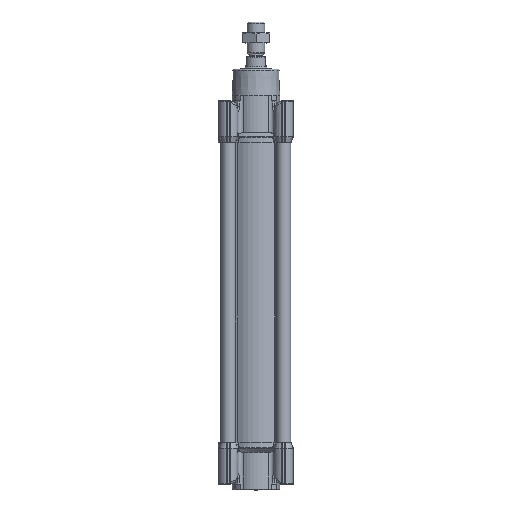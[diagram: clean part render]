
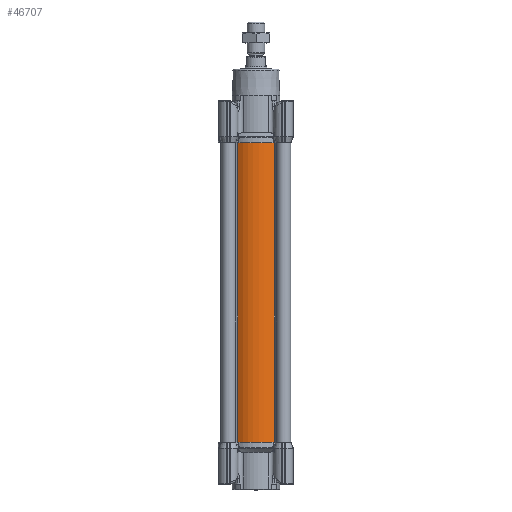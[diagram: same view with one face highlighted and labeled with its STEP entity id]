
A CAD part, top view. The second image highlights one B-rep face of the part: STEP entity #46707.
In plain terms, the highlighted cylindrical face has radius 22 mm (diameter 44 mm), a partial arc.
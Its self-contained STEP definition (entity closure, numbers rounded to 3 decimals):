
#1 = CARTESIAN_POINT ( 'NONE',  ( 12.645, 236., 18.003 ) ) ;
#846 = VECTOR ( 'NONE', #112183, 1000. ) ;
#4284 = EDGE_LOOP ( 'NONE', ( #87430, #51940, #107512, #89827 ) ) ;
#6183 = CARTESIAN_POINT ( 'NONE',  ( -12.645, 29., 18.003 ) ) ;
#8198 = CARTESIAN_POINT ( 'NONE',  ( 0., 236., 0. ) ) ;
#8471 = VECTOR ( 'NONE', #27004, 1000. ) ;
#9700 = CYLINDRICAL_SURFACE ( 'NONE', #12543, 22. ) ;
#12543 = AXIS2_PLACEMENT_3D ( 'NONE', #45724, #81566, #43989 ) ;
#12886 = CARTESIAN_POINT ( 'NONE',  ( -12.645, 236., 18.003 ) ) ;
#23015 = CARTESIAN_POINT ( 'NONE',  ( 0., 29., 0. ) ) ;
#26158 = CIRCLE ( 'NONE', #110828, 22. ) ;
#27004 = DIRECTION ( 'NONE',  ( 0., -1., 0. ) ) ;
#27505 = EDGE_CURVE ( 'NONE', #37860, #96173, #26158, .T. ) ;
#31363 = CIRCLE ( 'NONE', #97131, 22. ) ;
#36306 = FACE_OUTER_BOUND ( 'NONE', #4284, .T. ) ;
#37860 = VERTEX_POINT ( 'NONE', #6183 ) ;
#43989 = DIRECTION ( 'NONE',  ( 0., 0., 1. ) ) ;
#45724 = CARTESIAN_POINT ( 'NONE',  ( 0., 76., 0. ) ) ;
#46707 = ADVANCED_FACE ( 'NONE', ( #36306 ), #9700, .T. ) ;
#50112 = DIRECTION ( 'NONE',  ( 0., 0., -1. ) ) ;
#51940 = ORIENTED_EDGE ( 'NONE', *, *, #74049, .F. ) ;
#62617 = EDGE_CURVE ( 'NONE', #76576, #70128, #31363, .T. ) ;
#65686 = CARTESIAN_POINT ( 'NONE',  ( 12.645, 76., 18.003 ) ) ;
#70128 = VERTEX_POINT ( 'NONE', #1 ) ;
#74049 = EDGE_CURVE ( 'NONE', #70128, #96173, #84465, .T. ) ;
#75551 = CARTESIAN_POINT ( 'NONE',  ( 12.645, 29., 18.003 ) ) ;
#76576 = VERTEX_POINT ( 'NONE', #12886 ) ;
#80617 = DIRECTION ( 'NONE',  ( 0., 0., -1. ) ) ;
#81566 = DIRECTION ( 'NONE',  ( 0., -1., 0. ) ) ;
#84465 = LINE ( 'NONE', #65686, #846 ) ;
#87134 = EDGE_CURVE ( 'NONE', #76576, #37860, #115926, .T. ) ;
#87430 = ORIENTED_EDGE ( 'NONE', *, *, #27505, .T. ) ;
#89827 = ORIENTED_EDGE ( 'NONE', *, *, #87134, .T. ) ;
#90623 = DIRECTION ( 'NONE',  ( 0., 1., 0. ) ) ;
#94814 = DIRECTION ( 'NONE',  ( 0., 1., 0. ) ) ;
#96173 = VERTEX_POINT ( 'NONE', #75551 ) ;
#97131 = AXIS2_PLACEMENT_3D ( 'NONE', #8198, #90623, #80617 ) ;
#99396 = CARTESIAN_POINT ( 'NONE',  ( -12.645, 76., 18.003 ) ) ;
#107512 = ORIENTED_EDGE ( 'NONE', *, *, #62617, .F. ) ;
#110828 = AXIS2_PLACEMENT_3D ( 'NONE', #23015, #94814, #50112 ) ;
#112183 = DIRECTION ( 'NONE',  ( 0., -1., 0. ) ) ;
#115926 = LINE ( 'NONE', #99396, #8471 ) ;
